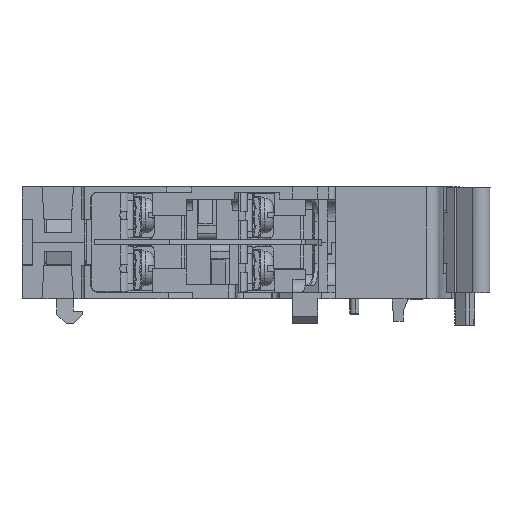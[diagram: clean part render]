
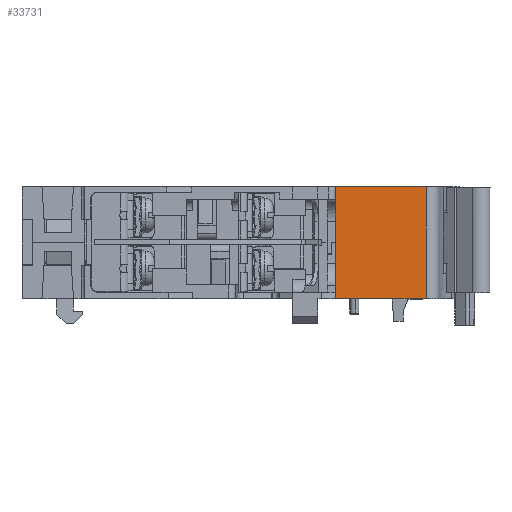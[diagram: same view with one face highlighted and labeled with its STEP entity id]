
A CAD part, left-side view. The second image highlights one B-rep face of the part: STEP entity #33731.
In plain terms, the highlighted planar face has unit normal (-1, 0, 0).
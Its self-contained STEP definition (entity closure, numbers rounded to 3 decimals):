
#360 = EDGE_CURVE ( 'NONE', #53886, #43290, #28735, .T. ) ;
#488 = EDGE_LOOP ( 'NONE', ( #27181, #9505, #52549, #76135, #10873 ) ) ;
#1901 = CARTESIAN_POINT ( 'NONE',  ( -18.2, -31.496, 17.7 ) ) ;
#3206 = EDGE_CURVE ( 'NONE', #55454, #43290, #75241, .T. ) ;
#3846 = CARTESIAN_POINT ( 'NONE',  ( -18.2, -17.1, 8.9 ) ) ;
#3917 = CARTESIAN_POINT ( 'NONE',  ( -18.2, -17.1, 11.833 ) ) ;
#6629 = CARTESIAN_POINT ( 'NONE',  ( -18.2, -17.1, 17.7 ) ) ;
#9439 = CARTESIAN_POINT ( 'NONE',  ( -18.2, -31.499, 0. ) ) ;
#9505 = ORIENTED_EDGE ( 'NONE', *, *, #360, .T. ) ;
#9921 = PLANE ( 'NONE',  #71025 ) ;
#10177 = B_SPLINE_CURVE_WITH_KNOTS ( 'NONE', 3,
 ( #53133, #60290, #59994, #80354 ),
 .UNSPECIFIED., .F., .F.,
 ( 4, 4 ),
 ( 0., 1. ),
 .UNSPECIFIED. ) ;
#10873 = ORIENTED_EDGE ( 'NONE', *, *, #45468, .T. ) ;
#16537 = CARTESIAN_POINT ( 'NONE',  ( -18.2, -17.1, 17.7 ) ) ;
#21924 = EDGE_CURVE ( 'NONE', #68218, #53886, #10177, .T. ) ;
#22121 = CARTESIAN_POINT ( 'NONE',  ( -18.2, -33.5, 0. ) ) ;
#22769 = DIRECTION ( 'NONE',  ( 0., 0., 1. ) ) ;
#25953 = CARTESIAN_POINT ( 'NONE',  ( -18.2, -17.1, 0. ) ) ;
#27181 = ORIENTED_EDGE ( 'NONE', *, *, #21924, .T. ) ;
#28735 = LINE ( 'NONE', #22121, #56428 ) ;
#30782 = CARTESIAN_POINT ( 'NONE',  ( -18.2, -31.496, 17.7 ) ) ;
#33731 = ADVANCED_FACE ( 'NONE', ( #45248 ), #9921, .T. ) ;
#43290 = VERTEX_POINT ( 'NONE', #63451 ) ;
#43866 = CARTESIAN_POINT ( 'NONE',  ( -18.2, -17.1, 8.9 ) ) ;
#44752 = CARTESIAN_POINT ( 'NONE',  ( -18.2, -17.1, 14.767 ) ) ;
#45248 = FACE_OUTER_BOUND ( 'NONE', #488, .T. ) ;
#45468 = EDGE_CURVE ( 'NONE', #69470, #68218, #67116, .T. ) ;
#50969 = CARTESIAN_POINT ( 'NONE',  ( -18.2, -33.5, 0. ) ) ;
#52549 = ORIENTED_EDGE ( 'NONE', *, *, #3206, .F. ) ;
#53133 = CARTESIAN_POINT ( 'NONE',  ( -18.2, -17.1, 8.9 ) ) ;
#53250 = EDGE_CURVE ( 'NONE', #55454, #69470, #80291, .T. ) ;
#53886 = VERTEX_POINT ( 'NONE', #25953 ) ;
#55454 = VERTEX_POINT ( 'NONE', #81891 ) ;
#56428 = VECTOR ( 'NONE', #82384, 1000. ) ;
#57030 = CARTESIAN_POINT ( 'NONE',  ( -18.2, -17.1, 17.7 ) ) ;
#59994 = CARTESIAN_POINT ( 'NONE',  ( -18.2, -17.1, 2.967 ) ) ;
#60290 = CARTESIAN_POINT ( 'NONE',  ( -18.2, -17.1, 5.933 ) ) ;
#63451 = CARTESIAN_POINT ( 'NONE',  ( -18.2, -31.499, 0. ) ) ;
#64720 = DIRECTION ( 'NONE',  ( -1., 0., 0. ) ) ;
#64757 = CARTESIAN_POINT ( 'NONE',  ( -18.2, -26.697, 17.7 ) ) ;
#67116 = B_SPLINE_CURVE_WITH_KNOTS ( 'NONE', 3,
 ( #16537, #44752, #3917, #43866 ),
 .UNSPECIFIED., .F., .F.,
 ( 4, 4 ),
 ( 0., 1. ),
 .UNSPECIFIED. ) ;
#68218 = VERTEX_POINT ( 'NONE', #3846 ) ;
#69470 = VERTEX_POINT ( 'NONE', #6629 ) ;
#70207 = CARTESIAN_POINT ( 'NONE',  ( -18.199, -31.497, 11.8 ) ) ;
#70439 = CARTESIAN_POINT ( 'NONE',  ( -18.2, -21.899, 17.7 ) ) ;
#71025 = AXIS2_PLACEMENT_3D ( 'NONE', #50969, #64720, #22769 ) ;
#75241 = B_SPLINE_CURVE_WITH_KNOTS ( 'NONE', 3,
 ( #1901, #70207, #83988, #9439 ),
 .UNSPECIFIED., .F., .F.,
 ( 4, 4 ),
 ( 0., 1. ),
 .UNSPECIFIED. ) ;
#76135 = ORIENTED_EDGE ( 'NONE', *, *, #53250, .T. ) ;
#80291 = B_SPLINE_CURVE_WITH_KNOTS ( 'NONE', 3,
 ( #30782, #64757, #70439, #57030 ),
 .UNSPECIFIED., .F., .F.,
 ( 4, 4 ),
 ( 0., 1. ),
 .UNSPECIFIED. ) ;
#80354 = CARTESIAN_POINT ( 'NONE',  ( -18.2, -17.1, 0. ) ) ;
#81891 = CARTESIAN_POINT ( 'NONE',  ( -18.2, -31.496, 17.7 ) ) ;
#82384 = DIRECTION ( 'NONE',  ( 0., -1., 0. ) ) ;
#83988 = CARTESIAN_POINT ( 'NONE',  ( -18.199, -31.498, 5.9 ) ) ;
